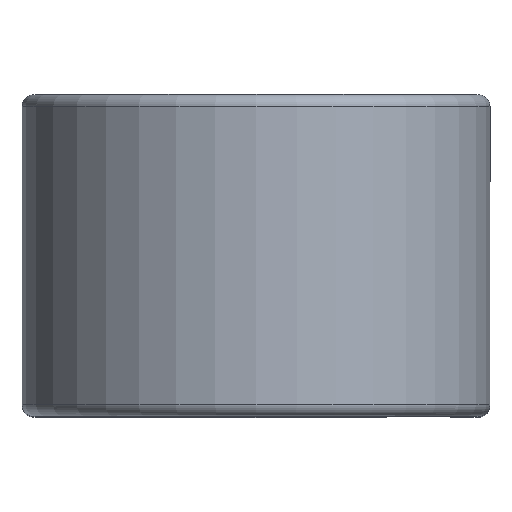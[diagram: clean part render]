
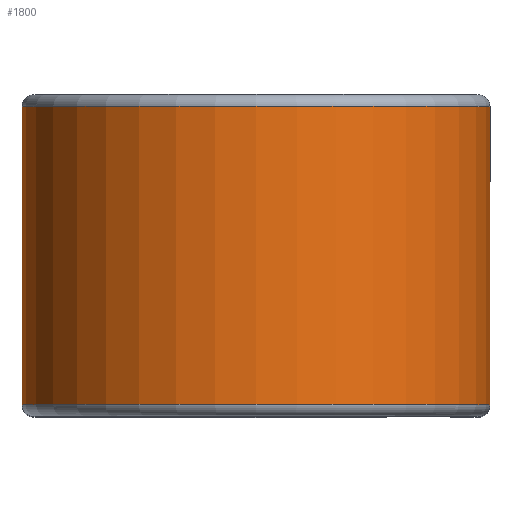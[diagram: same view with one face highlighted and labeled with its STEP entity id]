
A CAD part, top view. The second image highlights one B-rep face of the part: STEP entity #1800.
In plain terms, the highlighted cylindrical face has radius 15.011 mm (diameter 30.023 mm), a partial arc.
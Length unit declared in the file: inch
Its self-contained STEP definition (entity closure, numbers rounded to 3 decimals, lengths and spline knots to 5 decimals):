
#6 = DIRECTION ( 'NONE',  ( 0., 0., -1. ) ) ;
#38 = CARTESIAN_POINT ( 'NONE',  ( -0.591, 0.37625, 0.937 ) ) ;
#73 = CIRCLE ( 'NONE', #1708, 0.591 ) ;
#95 = DIRECTION ( 'NONE',  ( 0., 0., -1. ) ) ;
#101 = CYLINDRICAL_SURFACE ( 'NONE', #384, 0.591 ) ;
#134 = ORIENTED_EDGE ( 'NONE', *, *, #2146, .F. ) ;
#384 = AXIS2_PLACEMENT_3D ( 'NONE', #1475, #1930, #95 ) ;
#448 = VERTEX_POINT ( 'NONE', #1869 ) ;
#537 = CARTESIAN_POINT ( 'NONE',  ( 0.591, -0.37625, 0.937 ) ) ;
#539 = CARTESIAN_POINT ( 'NONE',  ( 0., 0.37625, 0.937 ) ) ;
#666 = LINE ( 'NONE', #2688, #1822 ) ;
#770 = DIRECTION ( 'NONE',  ( 0., 0., -1. ) ) ;
#904 = LINE ( 'NONE', #38, #2052 ) ;
#1396 = DIRECTION ( 'NONE',  ( 0., -1., 0. ) ) ;
#1475 = CARTESIAN_POINT ( 'NONE',  ( 0., 0.375, 0.937 ) ) ;
#1529 = CARTESIAN_POINT ( 'NONE',  ( -0.591, 0.37625, 0.937 ) ) ;
#1536 = EDGE_CURVE ( 'NONE', #1758, #448, #666, .T. ) ;
#1550 = CIRCLE ( 'NONE', #1744, 0.591 ) ;
#1584 = EDGE_CURVE ( 'NONE', #1758, #3008, #1550, .T. ) ;
#1678 = ORIENTED_EDGE ( 'NONE', *, *, #1536, .T. ) ;
#1708 = AXIS2_PLACEMENT_3D ( 'NONE', #539, #2156, #770 ) ;
#1744 = AXIS2_PLACEMENT_3D ( 'NONE', #2797, #1396, #6 ) ;
#1758 = VERTEX_POINT ( 'NONE', #537 ) ;
#1800 = ADVANCED_FACE ( 'NONE', ( #2233 ), #101, .T. ) ;
#1822 = VECTOR ( 'NONE', #2769, 39.37008 ) ;
#1869 = CARTESIAN_POINT ( 'NONE',  ( 0.591, 0.37625, 0.937 ) ) ;
#1930 = DIRECTION ( 'NONE',  ( 0., -1., 0. ) ) ;
#2052 = VECTOR ( 'NONE', #2101, 39.37008 ) ;
#2068 = EDGE_LOOP ( 'NONE', ( #1678, #2380, #134, #2656 ) ) ;
#2101 = DIRECTION ( 'NONE',  ( 0., 1., 0. ) ) ;
#2146 = EDGE_CURVE ( 'NONE', #3008, #2306, #904, .T. ) ;
#2156 = DIRECTION ( 'NONE',  ( 0., -1., 0. ) ) ;
#2233 = FACE_OUTER_BOUND ( 'NONE', #2068, .T. ) ;
#2306 = VERTEX_POINT ( 'NONE', #1529 ) ;
#2380 = ORIENTED_EDGE ( 'NONE', *, *, #2770, .T. ) ;
#2578 = CARTESIAN_POINT ( 'NONE',  ( -0.591, -0.37625, 0.937 ) ) ;
#2656 = ORIENTED_EDGE ( 'NONE', *, *, #1584, .F. ) ;
#2688 = CARTESIAN_POINT ( 'NONE',  ( 0.591, 0.37625, 0.937 ) ) ;
#2769 = DIRECTION ( 'NONE',  ( 0., 1., 0. ) ) ;
#2770 = EDGE_CURVE ( 'NONE', #448, #2306, #73, .T. ) ;
#2797 = CARTESIAN_POINT ( 'NONE',  ( 0., -0.37625, 0.937 ) ) ;
#3008 = VERTEX_POINT ( 'NONE', #2578 ) ;
